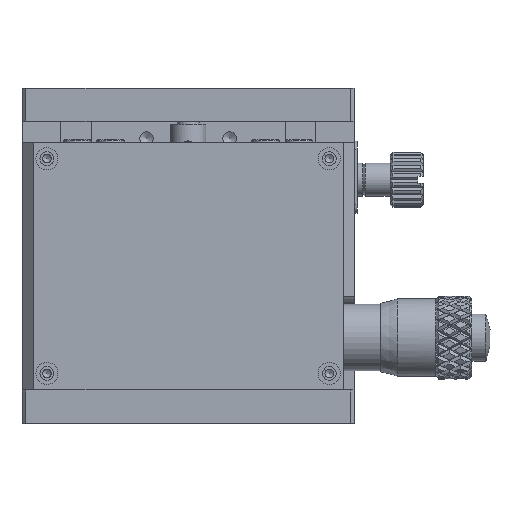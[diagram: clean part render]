
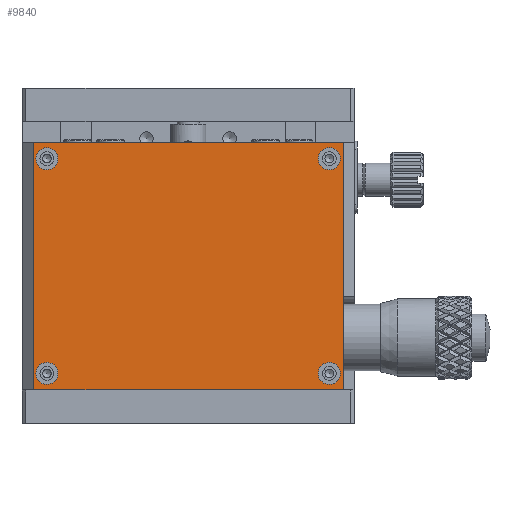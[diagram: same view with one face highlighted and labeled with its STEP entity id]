
A CAD part, top view. The second image highlights one B-rep face of the part: STEP entity #9840.
In plain terms, the highlighted planar face has unit normal (0, 0, 1).
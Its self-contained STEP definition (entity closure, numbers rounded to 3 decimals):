
#925 = DIRECTION ( 'NONE',  ( 1., 0., 0. ) ) ;
#980 = ORIENTED_EDGE ( 'NONE', *, *, #9366, .F. ) ;
#1014 = CARTESIAN_POINT ( 'NONE',  ( 2., 50.8, -9. ) ) ;
#1131 = DIRECTION ( 'NONE',  ( 0., 1., 0. ) ) ;
#1403 = EDGE_CURVE ( 'NONE', #18926, #7636, #22792, .T. ) ;
#1439 = DIRECTION ( 'NONE',  ( -1., 0., 0. ) ) ;
#2278 = FACE_OUTER_BOUND ( 'NONE', #11062, .T. ) ;
#2627 = DIRECTION ( 'NONE',  ( 1., 0., 0. ) ) ;
#2716 = CARTESIAN_POINT ( 'NONE',  ( 2., 50.8, -9. ) ) ;
#2889 = CARTESIAN_POINT ( 'NONE',  ( 55.5, 47.8, -9. ) ) ;
#2981 = DIRECTION ( 'NONE',  ( 0., -1., 0. ) ) ;
#3327 = LINE ( 'NONE', #20554, #23313 ) ;
#3472 = DIRECTION ( 'NONE',  ( 1., 0., 0. ) ) ;
#4346 = VECTOR ( 'NONE', #26564, 1000. ) ;
#4569 = CARTESIAN_POINT ( 'NONE',  ( 57.5, 47.8, -9. ) ) ;
#4793 = EDGE_CURVE ( 'NONE', #5632, #25226, #26693, .T. ) ;
#5033 = EDGE_CURVE ( 'NONE', #7636, #6021, #3327, .T. ) ;
#5149 = ORIENTED_EDGE ( 'NONE', *, *, #5033, .F. ) ;
#5372 = CARTESIAN_POINT ( 'NONE',  ( 58., 50.8, -9. ) ) ;
#5387 = AXIS2_PLACEMENT_3D ( 'NONE', #13367, #21969, #2627 ) ;
#5428 = CIRCLE ( 'NONE', #21237, 2. ) ;
#5432 = DIRECTION ( 'NONE',  ( 0., -1., 0. ) ) ;
#5464 = CARTESIAN_POINT ( 'NONE',  ( 6.5, 47.8, -9. ) ) ;
#5488 = ORIENTED_EDGE ( 'NONE', *, *, #1403, .F. ) ;
#5632 = VERTEX_POINT ( 'NONE', #2716 ) ;
#5971 = ORIENTED_EDGE ( 'NONE', *, *, #22602, .F. ) ;
#6021 = VERTEX_POINT ( 'NONE', #16210 ) ;
#6571 = VERTEX_POINT ( 'NONE', #4569 ) ;
#7048 = CARTESIAN_POINT ( 'NONE',  ( 2., 50.8, -9. ) ) ;
#7426 = ORIENTED_EDGE ( 'NONE', *, *, #17059, .F. ) ;
#7636 = VERTEX_POINT ( 'NONE', #18950 ) ;
#7642 = CARTESIAN_POINT ( 'NONE',  ( 58., 22.9, -9. ) ) ;
#7644 = DIRECTION ( 'NONE',  ( 0., 0., -1. ) ) ;
#7780 = EDGE_LOOP ( 'NONE', ( #15329 ) ) ;
#7839 = ORIENTED_EDGE ( 'NONE', *, *, #14235, .F. ) ;
#8853 = ORIENTED_EDGE ( 'NONE', *, *, #13541, .F. ) ;
#9346 = DIRECTION ( 'NONE',  ( 1., 0., 0. ) ) ;
#9366 = EDGE_CURVE ( 'NONE', #14247, #14247, #17256, .T. ) ;
#9840 = ADVANCED_FACE ( 'NONE', ( #2278, #24565, #14419, #16094, #22588 ), #22443, .F. ) ;
#9942 = VERTEX_POINT ( 'NONE', #12356 ) ;
#11062 = EDGE_LOOP ( 'NONE', ( #7426, #5149, #5488, #8853, #25803 ) ) ;
#11615 = VECTOR ( 'NONE', #2981, 1000. ) ;
#11726 = EDGE_LOOP ( 'NONE', ( #980 ) ) ;
#11827 = DIRECTION ( 'NONE',  ( 0., 0., 1. ) ) ;
#11853 = AXIS2_PLACEMENT_3D ( 'NONE', #1014, #7644, #1439 ) ;
#11922 = VERTEX_POINT ( 'NONE', #14308 ) ;
#12356 = CARTESIAN_POINT ( 'NONE',  ( 57.5, 9., -9. ) ) ;
#13367 = CARTESIAN_POINT ( 'NONE',  ( 4.5, 9., -9. ) ) ;
#13428 = CARTESIAN_POINT ( 'NONE',  ( 55.5, 9., -9. ) ) ;
#13541 = EDGE_CURVE ( 'NONE', #25226, #18926, #13735, .T. ) ;
#13735 = LINE ( 'NONE', #5372, #11615 ) ;
#13799 = DIRECTION ( 'NONE',  ( -1., 0., 0. ) ) ;
#14235 = EDGE_CURVE ( 'NONE', #6571, #6571, #5428, .T. ) ;
#14247 = VERTEX_POINT ( 'NONE', #5464 ) ;
#14308 = CARTESIAN_POINT ( 'NONE',  ( 6.5, 9., -9. ) ) ;
#14419 = FACE_BOUND ( 'NONE', #11726, .T. ) ;
#14425 = CARTESIAN_POINT ( 'NONE',  ( 58., 50.8, -9. ) ) ;
#15329 = ORIENTED_EDGE ( 'NONE', *, *, #20397, .F. ) ;
#16000 = DIRECTION ( 'NONE',  ( 0., 0., 1. ) ) ;
#16094 = FACE_BOUND ( 'NONE', #7780, .T. ) ;
#16210 = CARTESIAN_POINT ( 'NONE',  ( 2., 6., -9. ) ) ;
#16409 = CIRCLE ( 'NONE', #23645, 2. ) ;
#17059 = EDGE_CURVE ( 'NONE', #6021, #5632, #17905, .T. ) ;
#17256 = CIRCLE ( 'NONE', #21321, 2. ) ;
#17905 = LINE ( 'NONE', #7048, #24792 ) ;
#17940 = CARTESIAN_POINT ( 'NONE',  ( 2., 50.8, -9. ) ) ;
#18003 = CIRCLE ( 'NONE', #5387, 2. ) ;
#18926 = VERTEX_POINT ( 'NONE', #7642 ) ;
#18950 = CARTESIAN_POINT ( 'NONE',  ( 58., 6., -9. ) ) ;
#20397 = EDGE_CURVE ( 'NONE', #9942, #9942, #16409, .T. ) ;
#20554 = CARTESIAN_POINT ( 'NONE',  ( 0., 6., -9. ) ) ;
#20558 = CARTESIAN_POINT ( 'NONE',  ( 4.5, 47.8, -9. ) ) ;
#20700 = EDGE_LOOP ( 'NONE', ( #5971 ) ) ;
#21237 = AXIS2_PLACEMENT_3D ( 'NONE', #2889, #16000, #925 ) ;
#21321 = AXIS2_PLACEMENT_3D ( 'NONE', #20558, #11827, #3472 ) ;
#21969 = DIRECTION ( 'NONE',  ( 0., 0., 1. ) ) ;
#22443 = PLANE ( 'NONE',  #11853 ) ;
#22588 = FACE_BOUND ( 'NONE', #22614, .T. ) ;
#22602 = EDGE_CURVE ( 'NONE', #11922, #11922, #18003, .T. ) ;
#22614 = EDGE_LOOP ( 'NONE', ( #7839 ) ) ;
#22792 = LINE ( 'NONE', #24777, #23974 ) ;
#23313 = VECTOR ( 'NONE', #13799, 1000. ) ;
#23645 = AXIS2_PLACEMENT_3D ( 'NONE', #13428, #24276, #9346 ) ;
#23974 = VECTOR ( 'NONE', #5432, 1000. ) ;
#24276 = DIRECTION ( 'NONE',  ( 0., 0., 1. ) ) ;
#24565 = FACE_BOUND ( 'NONE', #20700, .T. ) ;
#24777 = CARTESIAN_POINT ( 'NONE',  ( 58., 50.8, -9. ) ) ;
#24792 = VECTOR ( 'NONE', #1131, 1000. ) ;
#25226 = VERTEX_POINT ( 'NONE', #14425 ) ;
#25803 = ORIENTED_EDGE ( 'NONE', *, *, #4793, .F. ) ;
#26564 = DIRECTION ( 'NONE',  ( 1., 0., 0. ) ) ;
#26693 = LINE ( 'NONE', #17940, #4346 ) ;
